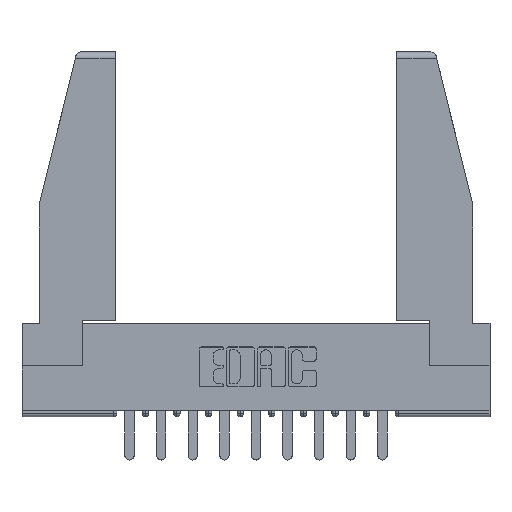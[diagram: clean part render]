
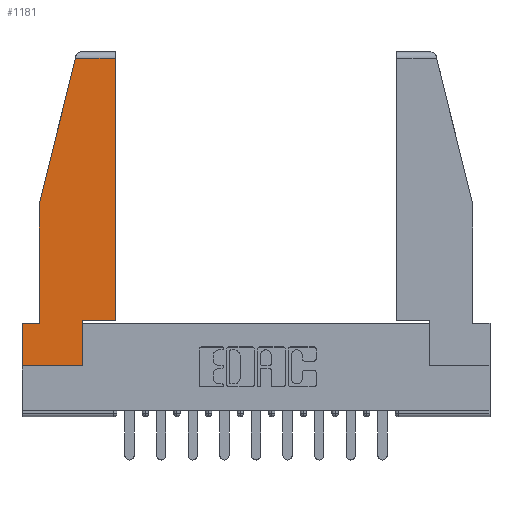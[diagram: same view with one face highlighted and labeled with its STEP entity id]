
A CAD part, top view. The second image highlights one B-rep face of the part: STEP entity #1181.
In plain terms, the highlighted planar face has unit normal (0, 0, 1).
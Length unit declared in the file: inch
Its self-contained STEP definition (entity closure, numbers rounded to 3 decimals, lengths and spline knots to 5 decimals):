
#36 = CARTESIAN_POINT ( 'NONE',  ( 0.297, 0.223, 0. ) ) ;
#108 = ORIENTED_EDGE ( 'NONE', *, *, #4822, .T. ) ;
#402 = FACE_OUTER_BOUND ( 'NONE', #12251, .T. ) ;
#471 = CARTESIAN_POINT ( 'NONE',  ( 0., 0., 0. ) ) ;
#612 = VECTOR ( 'NONE', #1525, 39.37008 ) ;
#747 = VECTOR ( 'NONE', #3484, 39.37008 ) ;
#1030 = DIRECTION ( 'NONE',  ( 0., 1., 0. ) ) ;
#1181 = ADVANCED_FACE ( 'NONE', ( #402 ), #2859, .T. ) ;
#1274 = CARTESIAN_POINT ( 'NONE',  ( 0.461, 0.223, 0. ) ) ;
#1378 = DIRECTION ( 'NONE',  ( 1., 0., 0. ) ) ;
#1415 = LINE ( 'NONE', #1562, #1946 ) ;
#1525 = DIRECTION ( 'NONE',  ( -1., 0., 0. ) ) ;
#1562 = CARTESIAN_POINT ( 'NONE',  ( 0.297, 0.223, 0. ) ) ;
#1597 = LINE ( 'NONE', #7274, #12657 ) ;
#1890 = CARTESIAN_POINT ( 'NONE',  ( 0.2636, 1.52, 0. ) ) ;
#1933 = DIRECTION ( 'NONE',  ( 1., 0., 0. ) ) ;
#1946 = VECTOR ( 'NONE', #1933, 39.37008 ) ;
#2388 = ORIENTED_EDGE ( 'NONE', *, *, #11292, .T. ) ;
#2620 = CARTESIAN_POINT ( 'NONE',  ( 0., 1.52, 0. ) ) ;
#2630 = LINE ( 'NONE', #471, #9732 ) ;
#2635 = EDGE_CURVE ( 'NONE', #13433, #5648, #1597, .T. ) ;
#2859 = PLANE ( 'NONE',  #4330 ) ;
#3106 = CARTESIAN_POINT ( 'NONE',  ( 0.297, 0., 0. ) ) ;
#3295 = CARTESIAN_POINT ( 'NONE',  ( 0., 0.21, 0. ) ) ;
#3484 = DIRECTION ( 'NONE',  ( -1., 0., 0. ) ) ;
#3860 = ORIENTED_EDGE ( 'NONE', *, *, #14500, .T. ) ;
#4330 = AXIS2_PLACEMENT_3D ( 'NONE', #11941, #5058, #1378 ) ;
#4819 = CARTESIAN_POINT ( 'NONE',  ( 0.271, 1.55, 0. ) ) ;
#4822 = EDGE_CURVE ( 'NONE', #4969, #10453, #1415, .T. ) ;
#4969 = VERTEX_POINT ( 'NONE', #36 ) ;
#5058 = DIRECTION ( 'NONE',  ( 0., 0., 1. ) ) ;
#5571 = LINE ( 'NONE', #3295, #10865 ) ;
#5648 = VERTEX_POINT ( 'NONE', #7853 ) ;
#5744 = LINE ( 'NONE', #4819, #10228 ) ;
#5827 = ORIENTED_EDGE ( 'NONE', *, *, #10830, .T. ) ;
#5865 = CARTESIAN_POINT ( 'NONE',  ( 0.086, 0.8, 0. ) ) ;
#5984 = EDGE_CURVE ( 'NONE', #6981, #4969, #11496, .T. ) ;
#6141 = VECTOR ( 'NONE', #1030, 39.37008 ) ;
#6181 = EDGE_CURVE ( 'NONE', #5648, #14893, #8189, .T. ) ;
#6455 = ORIENTED_EDGE ( 'NONE', *, *, #6181, .T. ) ;
#6859 = CARTESIAN_POINT ( 'NONE',  ( 0., 0.21, 0. ) ) ;
#6981 = VERTEX_POINT ( 'NONE', #11043 ) ;
#7002 = ORIENTED_EDGE ( 'NONE', *, *, #9735, .T. ) ;
#7274 = CARTESIAN_POINT ( 'NONE',  ( 0.086, 0.8, 0. ) ) ;
#7853 = CARTESIAN_POINT ( 'NONE',  ( 0.086, 0.21, 0. ) ) ;
#8189 = LINE ( 'NONE', #14018, #747 ) ;
#8471 = DIRECTION ( 'NONE',  ( 0., 1., 0. ) ) ;
#8646 = ORIENTED_EDGE ( 'NONE', *, *, #13965, .T. ) ;
#8672 = VECTOR ( 'NONE', #8471, 39.37008 ) ;
#9416 = LINE ( 'NONE', #2620, #612 ) ;
#9484 = VERTEX_POINT ( 'NONE', #1890 ) ;
#9732 = VECTOR ( 'NONE', #14395, 39.37008 ) ;
#9735 = EDGE_CURVE ( 'NONE', #14893, #10084, #5571, .T. ) ;
#10084 = VERTEX_POINT ( 'NONE', #12509 ) ;
#10228 = VECTOR ( 'NONE', #13850, 39.37008 ) ;
#10453 = VERTEX_POINT ( 'NONE', #1274 ) ;
#10679 = LINE ( 'NONE', #14076, #8672 ) ;
#10830 = EDGE_CURVE ( 'NONE', #10895, #9484, #9416, .T. ) ;
#10835 = CARTESIAN_POINT ( 'NONE',  ( 0.461, 1.52, 0. ) ) ;
#10865 = VECTOR ( 'NONE', #11364, 39.37008 ) ;
#10895 = VERTEX_POINT ( 'NONE', #10835 ) ;
#11043 = CARTESIAN_POINT ( 'NONE',  ( 0.297, 0., 0. ) ) ;
#11292 = EDGE_CURVE ( 'NONE', #10453, #10895, #10679, .T. ) ;
#11364 = DIRECTION ( 'NONE',  ( 0., -1., 0. ) ) ;
#11496 = LINE ( 'NONE', #3106, #6141 ) ;
#11514 = ORIENTED_EDGE ( 'NONE', *, *, #2635, .T. ) ;
#11941 = CARTESIAN_POINT ( 'NONE',  ( 0., 0., 0. ) ) ;
#12161 = DIRECTION ( 'NONE',  ( 0., -1., 0. ) ) ;
#12251 = EDGE_LOOP ( 'NONE', ( #2388, #5827, #3860, #11514, #6455, #7002, #8646, #14486, #108 ) ) ;
#12509 = CARTESIAN_POINT ( 'NONE',  ( 0., 0., 0. ) ) ;
#12657 = VECTOR ( 'NONE', #12161, 39.37008 ) ;
#13433 = VERTEX_POINT ( 'NONE', #5865 ) ;
#13850 = DIRECTION ( 'NONE',  ( -0.239, -0.971, 0. ) ) ;
#13965 = EDGE_CURVE ( 'NONE', #10084, #6981, #2630, .T. ) ;
#14018 = CARTESIAN_POINT ( 'NONE',  ( 0., 0.21, 0. ) ) ;
#14076 = CARTESIAN_POINT ( 'NONE',  ( 0.461, 0.223, 0. ) ) ;
#14395 = DIRECTION ( 'NONE',  ( 1., 0., 0. ) ) ;
#14486 = ORIENTED_EDGE ( 'NONE', *, *, #5984, .T. ) ;
#14500 = EDGE_CURVE ( 'NONE', #9484, #13433, #5744, .T. ) ;
#14893 = VERTEX_POINT ( 'NONE', #6859 ) ;
